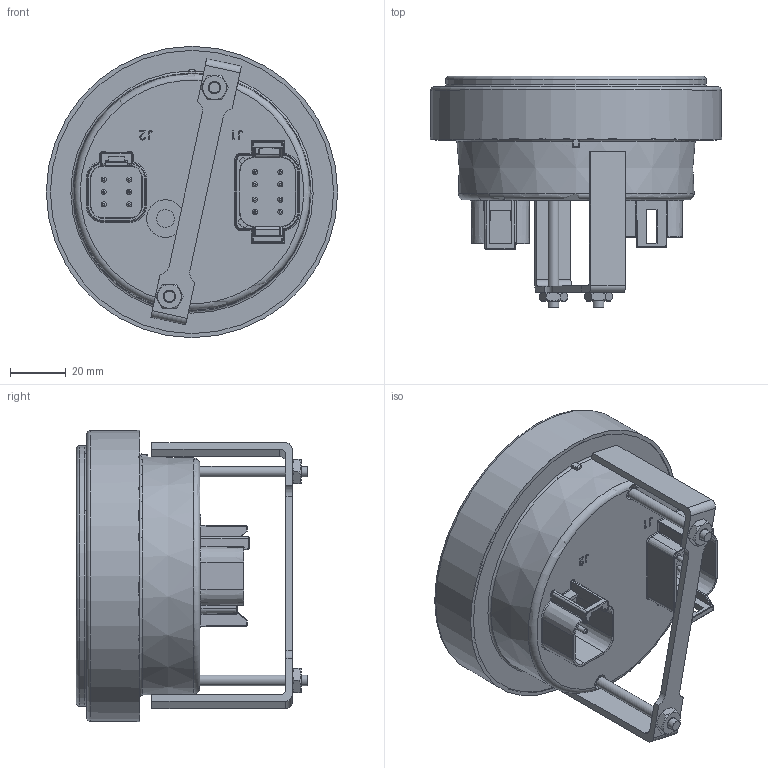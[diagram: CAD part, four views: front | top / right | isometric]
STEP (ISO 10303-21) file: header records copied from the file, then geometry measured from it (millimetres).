
FILE_DESCRIPTION (( 'STEP AP203' ), '1' );
FILE_NAME ('maxAI280_125549_.STEP', '2022-08-22T20:59:08', ( '' ), ( '' ), 'SwSTEP 2.0', 'SolidWorks 2016', '' );
FILE_SCHEMA (( 'CONFIG_CONTROL_DESIGN' ));
Length unit declared in the file: inch
Products named in the file (11): 125527_dummy; 7228 #8 - 32nut; 125531_dummy; 124334_bracket_1; maxAI280_125549_
Assembly tree (7 placements, depth 2):
  125527_dummy
  124334_bracket_1
  maxAI280_125549_
    7228 #8 - 32nut
    7228 #8 - 32nut
  maxAI280_125549_
    125527_dummy
    125531_dummy
    124334_bracket_1
    7228 #8 - 32nut  x2
  125531_dummy
Bounding box: 104.32 x 82.89 x 104.32 mm (x, y, z)
Volume: 281312.4 mm3; surface area: 88399.6 mm2
Topology: 22 solids, 29 shells, 495 faces, 1151 edges, 719 vertices
Faces by surface type: plane 209, cylinder 108, torus 60, bspline 60, cone 48, sphere 10
Full cylindrical faces by diameter (mm): 1.824 x14, 3.81 x2, 5.055 x2, 6.319 x1, 85.353 x1, 86.353 x1, 92.246 x1, 93.246 x1, 102.652 x1
Entity records: 23474 total; most frequent: CARTESIAN_POINT 12661, ORIENTED_EDGE 1992, DIRECTION 1880, EDGE_CURVE 996, AXIS2_PLACEMENT_3D 713, VERTEX_POINT 657, EDGE_LOOP 569, FACE_OUTER_BOUND 525
